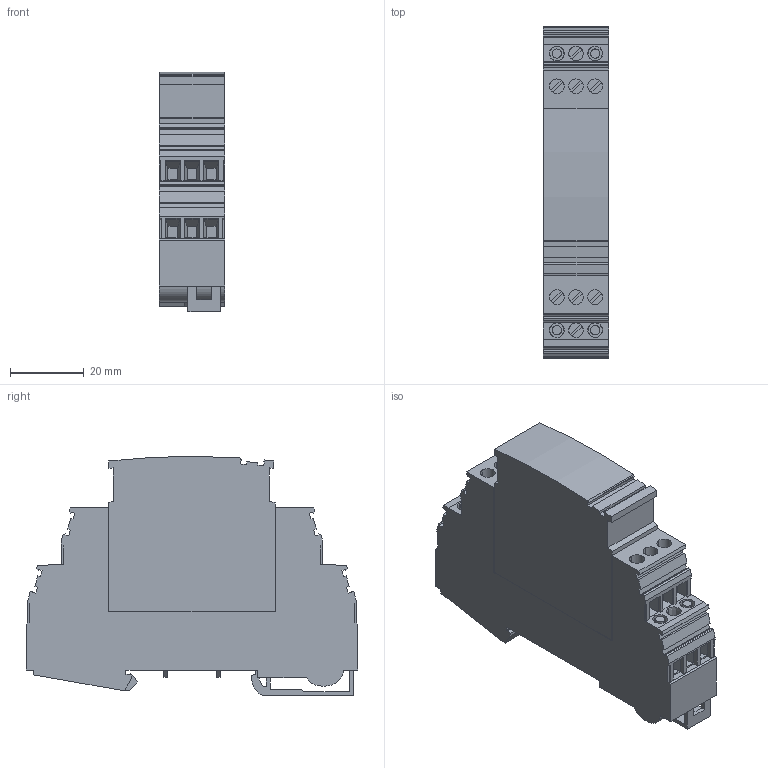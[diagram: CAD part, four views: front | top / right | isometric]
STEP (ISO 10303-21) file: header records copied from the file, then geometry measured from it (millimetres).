
FILE_DESCRIPTION(('Creo Elements/Direct Modeling STEP Export'),'2;1');
FILE_NAME('model.stp','2018-01-26T11:46:07',(''),(''),'Creo Elements/Direct Modeling STEP processor for AP214 (Solid Model)','Creo Elements/Direct Modeling 18.1I 14-Aug-2016 (C) Parametric Technology GmbH','');
FILE_SCHEMA(('AUTOMOTIVE_DESIGN { 1 0 10303 214 1 1 1 1 }'));
Length unit declared in the file: millimetre
Products named in the file (2): PT_2_TELE-select
Assembly tree (1 placements, depth 2):
  PT_2_TELE-select
    PT_2_TELE-select
Bounding box: 17.7 x 90 x 64.88 mm (x, y, z)
Volume: 74053 mm3; surface area: 17951.8 mm2
Topology: 1 solids, 1 shells, 454 faces, 1240 edges, 802 vertices
Faces by surface type: plane 414, cylinder 24, extrusion 16
Entity records: 17360 total; most frequent: CARTESIAN_POINT 2960, ORIENTED_EDGE 2480, DIRECTION 1873, EDGE_CURVE 1240, VECTOR 1067, LINE 1051, VERTEX_POINT 802, EDGE_LOOP 474
